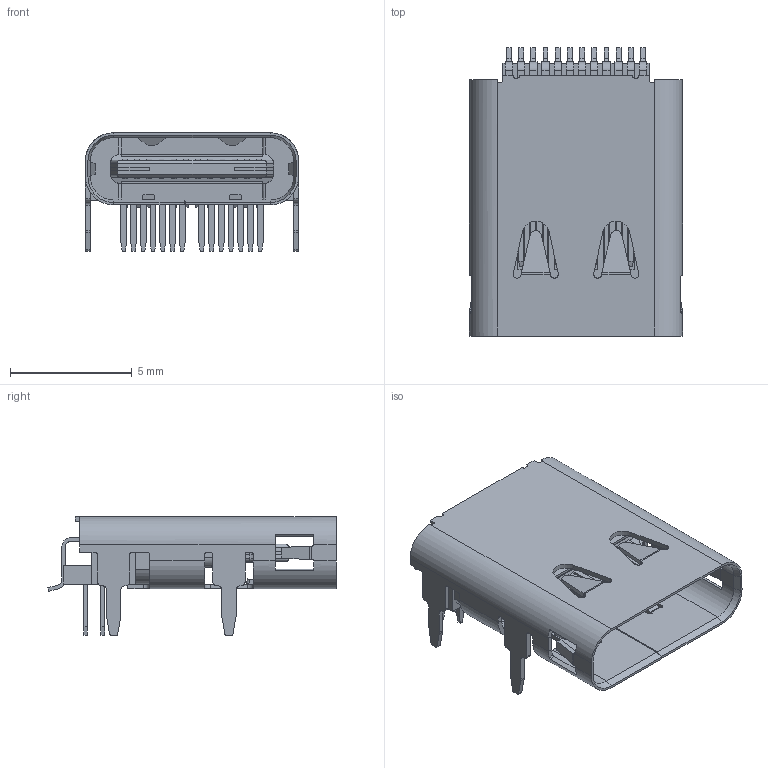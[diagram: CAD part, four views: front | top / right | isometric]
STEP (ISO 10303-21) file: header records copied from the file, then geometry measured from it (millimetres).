
FILE_DESCRIPTION(/* description */ (''),/* implementation_level */ '2;1');
FILE_NAME(/* name */ 'SS-52400-003-3D.step',/* time_stamp */ '2022-04-28T17:34:22+02:00',/* author */ (''),/* organization */ (''),/* preprocessor_version */ 'ST-DEVELOPER v18.1',/* originating_system */ 'Autodesk Translation Framework v10.14.0.1471',/* authorisation */ '');
FILE_SCHEMA (('AUTOMOTIVE_DESIGN { 1 0 10303 214 3 1 1 }'));
Length unit declared in the file: millimetre
Products named in the file (1): (Unsaved)
Bounding box: 8.74 x 11.83 x 4.86 mm (x, y, z)
Volume: 144.5 mm3; surface area: 779.2 mm2
Topology: 56 solids, 56 shells, 1225 faces, 3125 edges, 2010 vertices
Faces by surface type: plane 979, cylinder 216, bspline 18, torus 8, cone 4
Entity records: 36917 total; most frequent: CARTESIAN_POINT 7018, ORIENTED_EDGE 6250, DIRECTION 5959, EDGE_CURVE 3125, LINE 2619, VECTOR 2619, VERTEX_POINT 2010, AXIS2_PLACEMENT_3D 1670
